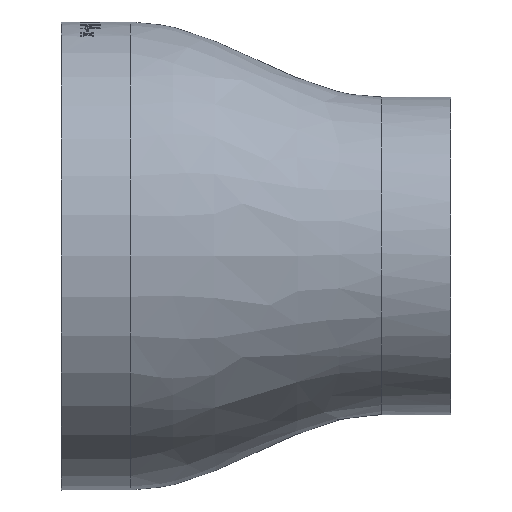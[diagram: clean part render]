
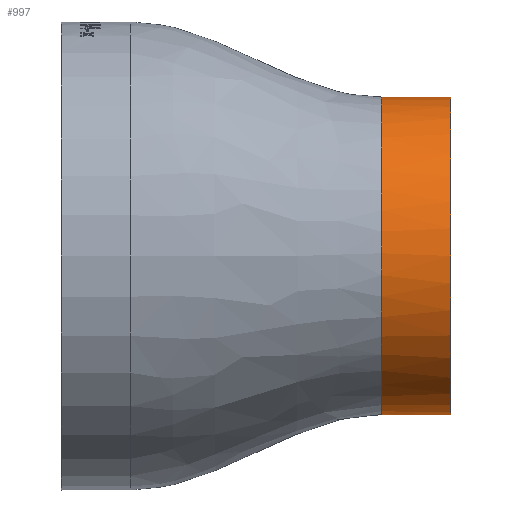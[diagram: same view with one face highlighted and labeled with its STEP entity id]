
A CAD part, front view. The second image highlights one B-rep face of the part: STEP entity #997.
In plain terms, the highlighted cylindrical face has radius 57.15 mm (diameter 114.3 mm), a full revolution.
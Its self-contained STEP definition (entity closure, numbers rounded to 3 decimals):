
#623 = CARTESIAN_POINT ( 'NONE',  ( 115., 27.902, -20.13 ) ) ;
#977 = EDGE_CURVE ( 'NONE', #4924, #4924, #1703, .T. ) ;
#997 = ADVANCED_FACE ( 'NONE', ( #1158, #4472 ), #7670, .T. ) ;
#1158 = FACE_OUTER_BOUND ( 'NONE', #9164, .T. ) ;
#1693 = CARTESIAN_POINT ( 'NONE',  ( 115., 30.15, 0.758 ) ) ;
#1703 = CIRCLE ( 'NONE', #9800, 57.15 ) ;
#1767 = CARTESIAN_POINT ( 'NONE',  ( 115., -11.843, 57.15 ) ) ;
#1908 = CARTESIAN_POINT ( 'NONE',  ( 115., 21.985, -31.837 ) ) ;
#2367 = DIRECTION ( 'NONE',  ( 0., 0., 1. ) ) ;
#2766 = CARTESIAN_POINT ( 'NONE',  ( 115., 30.12, -2.27 ) ) ;
#2816 = EDGE_CURVE ( 'NONE', #5001, #5001, #5251, .T. ) ;
#2916 = CARTESIAN_POINT ( 'NONE',  ( 115., -84.15, -15.157 ) ) ;
#4080 = CARTESIAN_POINT ( 'NONE',  ( 115., 30.15, 0. ) ) ;
#4117 = CARTESIAN_POINT ( 'NONE',  ( 140., -27., 0. ) ) ;
#4149 = CARTESIAN_POINT ( 'NONE',  ( 115., 30.12, 2.27 ) ) ;
#4472 = FACE_OUTER_BOUND ( 'NONE', #6355, .T. ) ;
#4681 = CARTESIAN_POINT ( 'NONE',  ( 114.827, -27., 0. ) ) ;
#4924 = VERTEX_POINT ( 'NONE', #12727 ) ;
#5001 = VERTEX_POINT ( 'NONE', #8264 ) ;
#5025 = CARTESIAN_POINT ( 'NONE',  ( 115., -84.15, 15.157 ) ) ;
#5093 = CARTESIAN_POINT ( 'NONE',  ( 115., 2.694, 51.129 ) ) ;
#5247 = CARTESIAN_POINT ( 'NONE',  ( 115., 2.694, -51.129 ) ) ;
#5251 = B_SPLINE_CURVE_WITH_KNOTS ( 'NONE', 3,
 ( #4080, #7494, #2766, #7192, #7270, #623, #1908, #5247, #14075, #11697, #6328, #14004, #2916, #5025, #12972, #9576, #11617, #1767, #5093, #6178, #8508, #11772, #10527, #4149, #1693, #10606 ),
 .UNSPECIFIED., .T., .F.,
 ( 4, 1, 1, 1, 1, 2, 2, 2, 2, 2, 2, 2, 1, 1, 1, 1, 4 ),
 ( 0., 0.006, 0.012, 0.019, 0.025, 0.125, 0.25, 0.375, 0.5, 0.625, 0.75, 0.875, 0.975, 0.981, 0.988, 0.994, 1. ),
 .UNSPECIFIED. ) ;
#5771 = DIRECTION ( 'NONE',  ( -1., 0., 0. ) ) ;
#6178 = CARTESIAN_POINT ( 'NONE',  ( 115., 21.985, 31.837 ) ) ;
#6239 = ORIENTED_EDGE ( 'NONE', *, *, #977, .T. ) ;
#6328 = CARTESIAN_POINT ( 'NONE',  ( 115., -56.694, -51.129 ) ) ;
#6336 = AXIS2_PLACEMENT_3D ( 'NONE', #4681, #5771, #2367 ) ;
#6355 = EDGE_LOOP ( 'NONE', ( #9908 ) ) ;
#7192 = CARTESIAN_POINT ( 'NONE',  ( 115., 29.985, -4.528 ) ) ;
#7270 = CARTESIAN_POINT ( 'NONE',  ( 115., 29.763, -6.771 ) ) ;
#7494 = CARTESIAN_POINT ( 'NONE',  ( 115., 30.15, -0.758 ) ) ;
#7670 = CYLINDRICAL_SURFACE ( 'NONE', #6336, 57.15 ) ;
#8264 = CARTESIAN_POINT ( 'NONE',  ( 115., 30.15, 0. ) ) ;
#8508 = CARTESIAN_POINT ( 'NONE',  ( 115., 27.902, 20.13 ) ) ;
#9164 = EDGE_LOOP ( 'NONE', ( #6239 ) ) ;
#9540 = DIRECTION ( 'NONE',  ( -1., 0., 0. ) ) ;
#9576 = CARTESIAN_POINT ( 'NONE',  ( 115., -56.694, 51.129 ) ) ;
#9800 = AXIS2_PLACEMENT_3D ( 'NONE', #4117, #9540, #11810 ) ;
#9908 = ORIENTED_EDGE ( 'NONE', *, *, #2816, .F. ) ;
#10527 = CARTESIAN_POINT ( 'NONE',  ( 115., 29.985, 4.528 ) ) ;
#10606 = CARTESIAN_POINT ( 'NONE',  ( 115., 30.15, 0. ) ) ;
#11617 = CARTESIAN_POINT ( 'NONE',  ( 115., -42.157, 57.15 ) ) ;
#11697 = CARTESIAN_POINT ( 'NONE',  ( 115., -42.157, -57.15 ) ) ;
#11772 = CARTESIAN_POINT ( 'NONE',  ( 115., 29.763, 6.771 ) ) ;
#11810 = DIRECTION ( 'NONE',  ( 0., 0., 1. ) ) ;
#12727 = CARTESIAN_POINT ( 'NONE',  ( 140., -27., 57.15 ) ) ;
#12972 = CARTESIAN_POINT ( 'NONE',  ( 115., -78.129, 29.694 ) ) ;
#14004 = CARTESIAN_POINT ( 'NONE',  ( 115., -78.129, -29.694 ) ) ;
#14075 = CARTESIAN_POINT ( 'NONE',  ( 115., -11.843, -57.15 ) ) ;
